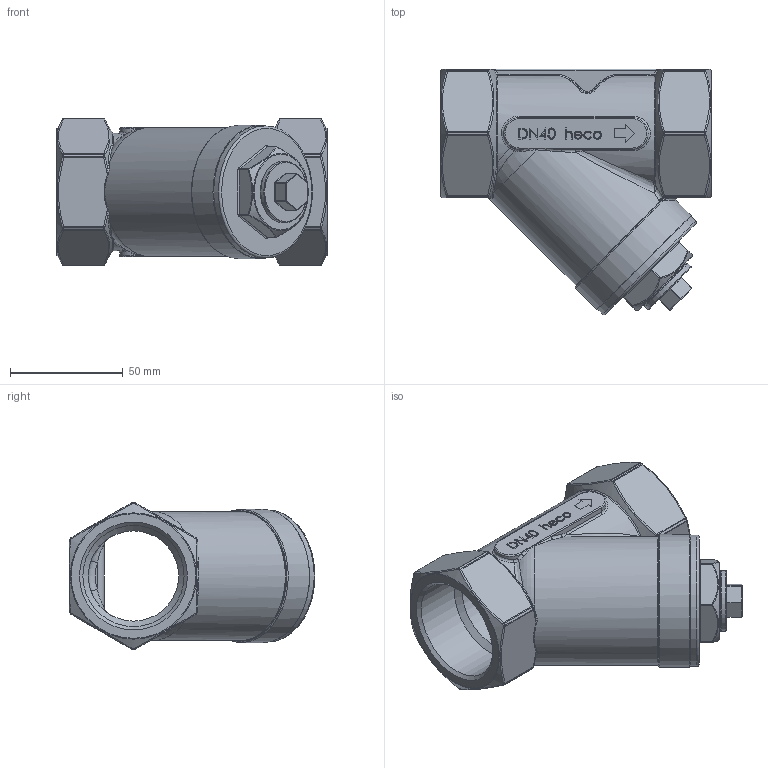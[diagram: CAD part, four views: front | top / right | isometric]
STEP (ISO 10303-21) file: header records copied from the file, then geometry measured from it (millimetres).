
FILE_DESCRIPTION (( 'STEP AP214' ), '1' );
FILE_NAME ('SF-112-000-4 Schmutzfänger heco.STEP', '2016-03-24T11:30:48', ( '' ), ( '' ), 'SwSTEP 2.0', 'SolidWorks 2011', '' );
FILE_SCHEMA (( 'AUTOMOTIVE_DESIGN' ));
Length unit declared in the file: millimetre
Products named in the file (1): SF-112-000-4 Schmutzfänger heco
Bounding box: 120 x 108.87 x 65 mm (x, y, z)
Volume: 283759.9 mm3; surface area: 51772.2 mm2
Topology: 1 solids, 1 shells, 723 faces, 1737 edges, 1020 vertices
Faces by surface type: bspline 286, plane 197, cylinder 106, torus 63, sphere 60, cone 11
Full cylindrical faces by diameter (mm): 26 x1, 27 x1, 40 x1, 44.84 x2, 58.5 x1, 59 x1
Entity records: 42249 total; most frequent: CARTESIAN_POINT 19704, ORIENTED_EDGE 3346, DIRECTION 2452, EDGE_CURVE 1673, VERTEX_POINT 1011, AXIS2_PLACEMENT_3D 903, EDGE_LOOP 784, FACE_OUTER_BOUND 737
